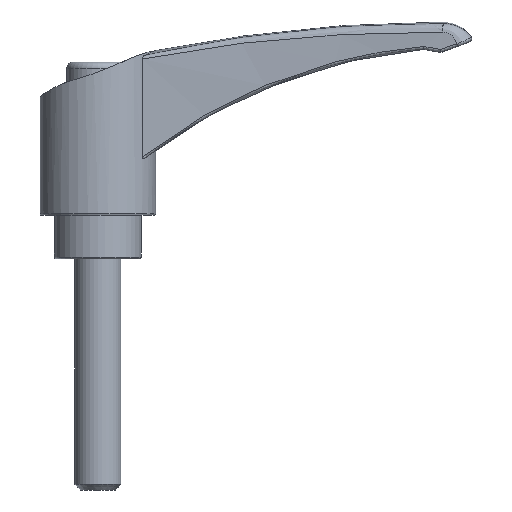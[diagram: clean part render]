
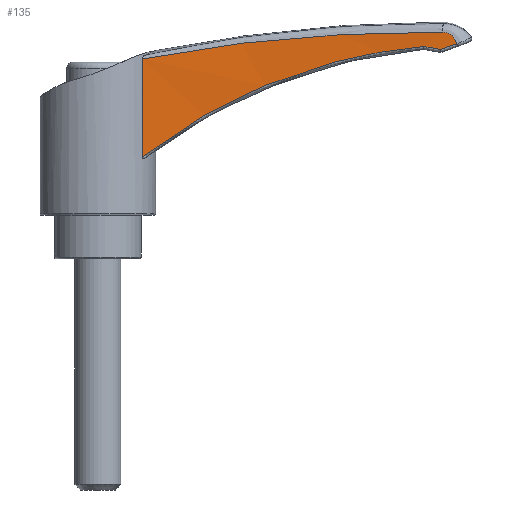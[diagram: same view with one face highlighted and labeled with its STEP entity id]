
A CAD part, front view. The second image highlights one B-rep face of the part: STEP entity #135.
In plain terms, the highlighted cylindrical face has radius 455.21 mm (diameter 910.421 mm), a partial arc.
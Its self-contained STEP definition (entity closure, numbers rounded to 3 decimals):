
#135 = ADVANCED_FACE( '', ( #288 ), #289, .F. );
#288 = FACE_OUTER_BOUND( '', #1780, .T. );
#289 = CYLINDRICAL_SURFACE( '', #1781, 455.21 );
#1780 = EDGE_LOOP( '', ( #2894, #2895, #2896, #2897, #2898, #2899 ) );
#1781 = AXIS2_PLACEMENT_3D( '', #2900, #2901, #2902 );
#2894 = ORIENTED_EDGE( '', *, *, #3109, .F. );
#2895 = ORIENTED_EDGE( '', *, *, #3141, .T. );
#2896 = ORIENTED_EDGE( '', *, *, #3123, .T. );
#2897 = ORIENTED_EDGE( '', *, *, #3041, .T. );
#2898 = ORIENTED_EDGE( '', *, *, #3137, .T. );
#2899 = ORIENTED_EDGE( '', *, *, #3035, .T. );
#2900 = CARTESIAN_POINT( '', ( 32.47, -460.96, 0. ) );
#2901 = DIRECTION( '', ( 0., 0., -1. ) );
#2902 = DIRECTION( '', ( 1., 0., 0. ) );
#3035 = EDGE_CURVE( '', #3200, #3204, #3206, .T. );
#3041 = EDGE_CURVE( '', #3216, #3214, #3217, .T. );
#3109 = EDGE_CURVE( '', #3319, #3204, #3321, .T. );
#3123 = EDGE_CURVE( '', #3340, #3216, #3341, .T. );
#3137 = EDGE_CURVE( '', #3214, #3200, #3359, .T. );
#3141 = EDGE_CURVE( '', #3319, #3340, #3363, .T. );
#3200 = VERTEX_POINT( '', #3529 );
#3204 = VERTEX_POINT( '', #3560 );
#3206 = B_SPLINE_CURVE_WITH_KNOTS( '', 3, ( #3573, #3574, #3575, #3576, #3577, #3578, #3579, #3580, #3581, #3582, #3583, #3584, #3585, #3586, #3587, #3588, #3589, #3590, #3591, #3592, #3593 ), .UNSPECIFIED., .F., .F., ( 4, 1, 1, 1, 1, 1, 1, 1, 1, 1, 1, 1, 1, 1, 1, 1, 1, 1, 4 ), ( 0., 0.028, 0.056, 0.084, 0.112, 0.139, 0.167, 0.195, 0.223, 0.25, 0.376, 0.5, 0.625, 0.749, 0.8, 0.851, 0.901, 0.951, 1. ), .UNSPECIFIED. );
#3214 = VERTEX_POINT( '', #3601 );
#3216 = VERTEX_POINT( '', #3608 );
#3217 = B_SPLINE_CURVE_WITH_KNOTS( '', 3, ( #3609, #3610, #3611, #3612 ), .UNSPECIFIED., .F., .F., ( 4, 4 ), ( 0., 0.003 ), .UNSPECIFIED. );
#3319 = VERTEX_POINT( '', #4648 );
#3321 = B_SPLINE_CURVE_WITH_KNOTS( '', 3, ( #4697, #4698, #4699, #4700 ), .UNSPECIFIED., .F., .F., ( 4, 4 ), ( 0.036, 0.975 ), .UNSPECIFIED. );
#3340 = VERTEX_POINT( '', #4949 );
#3341 = B_SPLINE_CURVE_WITH_KNOTS( '', 3, ( #4950, #4951, #4952, #4953 ), .UNSPECIFIED., .F., .F., ( 4, 4 ), ( 0., 0.003 ), .UNSPECIFIED. );
#3359 = B_SPLINE_CURVE_WITH_KNOTS( '', 3, ( #5103, #5104, #5105, #5106, #5107, #5108, #5109, #5110, #5111, #5112, #5113, #5114, #5115, #5116, #5117, #5118 ), .UNSPECIFIED., .F., .F., ( 4, 1, 1, 1, 1, 1, 1, 1, 1, 1, 1, 1, 1, 4 ), ( 0.145, 0.178, 0.211, 0.244, 0.304, 0.364, 0.427, 0.491, 0.618, 0.746, 0.81, 0.873, 0.936, 1. ), .UNSPECIFIED. );
#3363 = B_SPLINE_CURVE_WITH_KNOTS( '', 3, ( #5127, #5128, #5129, #5130, #5131, #5132, #5133, #5134, #5135, #5136, #5137, #5138, #5139, #5140, #5141, #5142, #5143, #5144, #5145, #5146, #5147, #5148, #5149, #5150, #5151, #5152, #5153 ), .UNSPECIFIED., .F., .F., ( 4, 1, 1, 1, 1, 1, 2, 1, 2, 2, 1, 2, 1, 1, 1, 1, 1, 1, 1, 1, 4 ), ( 0., 0.003, 0.007, 0.01, 0.013, 0.017, 0.02, 0.021, 0.021, 0.021, 0.022, 0.023, 0.027, 0.03, 0.033, 0.037, 0.04, 0.043, 0.047, 0.05, 0.053 ), .UNSPECIFIED. );
#3529 = CARTESIAN_POINT( '', ( 59.677, -6.564, 31.703 ) );
#3560 = CARTESIAN_POINT( '', ( 7.662, -6.426, 27.061 ) );
#3573 = CARTESIAN_POINT( '', ( 59.677, -6.564, 31.703 ) );
#3574 = CARTESIAN_POINT( '', ( 59.189, -6.535, 31.706 ) );
#3575 = CARTESIAN_POINT( '', ( 58.215, -6.478, 31.712 ) );
#3576 = CARTESIAN_POINT( '', ( 56.755, -6.398, 31.711 ) );
#3577 = CARTESIAN_POINT( '', ( 55.297, -6.322, 31.703 ) );
#3578 = CARTESIAN_POINT( '', ( 53.841, -6.251, 31.687 ) );
#3579 = CARTESIAN_POINT( '', ( 52.388, -6.185, 31.665 ) );
#3580 = CARTESIAN_POINT( '', ( 50.937, -6.124, 31.635 ) );
#3581 = CARTESIAN_POINT( '', ( 49.489, -6.068, 31.597 ) );
#3582 = CARTESIAN_POINT( '', ( 48.043, -6.016, 31.553 ) );
#3583 = CARTESIAN_POINT( '', ( 44.893, -5.913, 31.439 ) );
#3584 = CARTESIAN_POINT( '', ( 40.066, -5.798, 31.197 ) );
#3585 = CARTESIAN_POINT( '', ( 33.538, -5.736, 30.713 ) );
#3586 = CARTESIAN_POINT( '', ( 27.051, -5.767, 30.07 ) );
#3587 = CARTESIAN_POINT( '', ( 21.849, -5.866, 29.418 ) );
#3588 = CARTESIAN_POINT( '', ( 17.96, -5.979, 28.856 ) );
#3589 = CARTESIAN_POINT( '', ( 15.351, -6.069, 28.449 ) );
#3590 = CARTESIAN_POINT( '', ( 12.766, -6.174, 28.014 ) );
#3591 = CARTESIAN_POINT( '', ( 10.204, -6.292, 27.556 ) );
#3592 = CARTESIAN_POINT( '', ( 8.507, -6.382, 27.226 ) );
#3593 = CARTESIAN_POINT( '', ( 7.662, -6.426, 27.061 ) );
#3601 = CARTESIAN_POINT( '', ( 62.085, -6.714, 29.721 ) );
#3608 = CARTESIAN_POINT( '', ( 59.287, -6.541, 28.71 ) );
#3609 = CARTESIAN_POINT( '', ( 59.287, -6.541, 28.71 ) );
#3610 = CARTESIAN_POINT( '', ( 60.22, -6.596, 29.048 ) );
#3611 = CARTESIAN_POINT( '', ( 61.153, -6.654, 29.384 ) );
#3612 = CARTESIAN_POINT( '', ( 62.085, -6.714, 29.721 ) );
#4648 = CARTESIAN_POINT( '', ( 7.662, -6.426, 10.14 ) );
#4697 = CARTESIAN_POINT( '', ( 7.662, -6.426, 10.14 ) );
#4698 = CARTESIAN_POINT( '', ( 7.662, -6.426, 15.781 ) );
#4699 = CARTESIAN_POINT( '', ( 7.662, -6.426, 21.421 ) );
#4700 = CARTESIAN_POINT( '', ( 7.662, -6.426, 27.061 ) );
#4949 = CARTESIAN_POINT( '', ( 56.402, -6.38, 29.23 ) );
#4950 = CARTESIAN_POINT( '', ( 56.402, -6.38, 29.23 ) );
#4951 = CARTESIAN_POINT( '', ( 57.364, -6.43, 29.057 ) );
#4952 = CARTESIAN_POINT( '', ( 58.326, -6.484, 28.884 ) );
#4953 = CARTESIAN_POINT( '', ( 59.287, -6.541, 28.71 ) );
#5103 = CARTESIAN_POINT( '', ( 62.085, -6.714, 29.721 ) );
#5104 = CARTESIAN_POINT( '', ( 62.075, -6.714, 29.763 ) );
#5105 = CARTESIAN_POINT( '', ( 62.055, -6.712, 29.848 ) );
#5106 = CARTESIAN_POINT( '', ( 62.017, -6.71, 29.971 ) );
#5107 = CARTESIAN_POINT( '', ( 61.961, -6.706, 30.127 ) );
#5108 = CARTESIAN_POINT( '', ( 61.881, -6.701, 30.31 ) );
#5109 = CARTESIAN_POINT( '', ( 61.766, -6.694, 30.521 ) );
#5110 = CARTESIAN_POINT( '', ( 61.623, -6.684, 30.721 ) );
#5111 = CARTESIAN_POINT( '', ( 61.405, -6.671, 30.974 ) );
#5112 = CARTESIAN_POINT( '', ( 61.089, -6.65, 31.251 ) );
#5113 = CARTESIAN_POINT( '', ( 60.723, -6.628, 31.461 ) );
#5114 = CARTESIAN_POINT( '', ( 60.413, -6.608, 31.585 ) );
#5115 = CARTESIAN_POINT( '', ( 60.172, -6.594, 31.652 ) );
#5116 = CARTESIAN_POINT( '', ( 59.926, -6.579, 31.694 ) );
#5117 = CARTESIAN_POINT( '', ( 59.76, -6.569, 31.7 ) );
#5118 = CARTESIAN_POINT( '', ( 59.677, -6.564, 31.703 ) );
#5127 = CARTESIAN_POINT( '', ( 7.662, -6.426, 10.14 ) );
#5128 = CARTESIAN_POINT( '', ( 8.543, -6.378, 10.821 ) );
#5129 = CARTESIAN_POINT( '', ( 10.326, -6.286, 12.149 ) );
#5130 = CARTESIAN_POINT( '', ( 13.062, -6.161, 14.039 ) );
#5131 = CARTESIAN_POINT( '', ( 15.86, -6.05, 15.828 ) );
#5132 = CARTESIAN_POINT( '', ( 18.72, -5.955, 17.516 ) );
#5133 = CARTESIAN_POINT( '', ( 21.641, -5.876, 19.103 ) );
#5134 = CARTESIAN_POINT( '', ( 23.631, -5.835, 20.093 ) );
#5135 = CARTESIAN_POINT( '', ( 24.887, -5.813, 20.691 ) );
#5136 = CARTESIAN_POINT( '', ( 25.202, -5.808, 20.839 ) );
#5137 = CARTESIAN_POINT( '', ( 25.518, -5.803, 20.985 ) );
#5138 = CARTESIAN_POINT( '', ( 25.644, -5.801, 21.043 ) );
#5139 = CARTESIAN_POINT( '', ( 25.707, -5.8, 21.073 ) );
#5140 = CARTESIAN_POINT( '', ( 25.897, -5.797, 21.16 ) );
#5141 = CARTESIAN_POINT( '', ( 26.531, -5.788, 21.449 ) );
#5142 = CARTESIAN_POINT( '', ( 27.166, -5.781, 21.73 ) );
#5143 = CARTESIAN_POINT( '', ( 28.695, -5.765, 22.392 ) );
#5144 = CARTESIAN_POINT( '', ( 30.743, -5.75, 23.234 ) );
#5145 = CARTESIAN_POINT( '', ( 33.846, -5.749, 24.383 ) );
#5146 = CARTESIAN_POINT( '', ( 36.978, -5.769, 25.419 ) );
#5147 = CARTESIAN_POINT( '', ( 40.141, -5.811, 26.341 ) );
#5148 = CARTESIAN_POINT( '', ( 43.332, -5.876, 27.15 ) );
#5149 = CARTESIAN_POINT( '', ( 46.554, -5.964, 27.847 ) );
#5150 = CARTESIAN_POINT( '', ( 49.805, -6.076, 28.43 ) );
#5151 = CARTESIAN_POINT( '', ( 53.086, -6.213, 28.898 ) );
#5152 = CARTESIAN_POINT( '', ( 55.293, -6.321, 29.133 ) );
#5153 = CARTESIAN_POINT( '', ( 56.402, -6.38, 29.23 ) );
